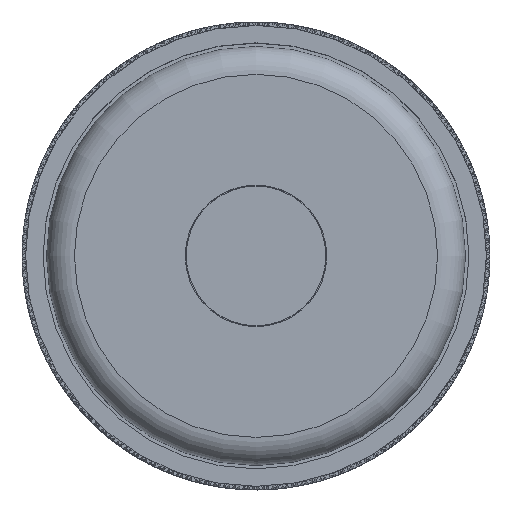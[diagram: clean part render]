
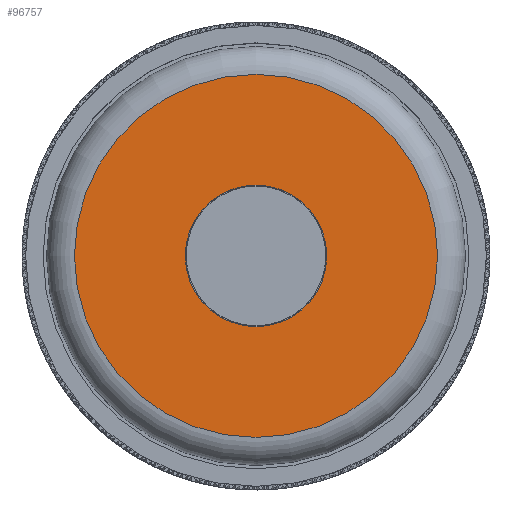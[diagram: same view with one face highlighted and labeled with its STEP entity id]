
A CAD part, top view. The second image highlights one B-rep face of the part: STEP entity #96757.
In plain terms, the highlighted face is planar.
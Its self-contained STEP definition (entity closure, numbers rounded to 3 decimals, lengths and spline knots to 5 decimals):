
#3797=FACE_BOUND('',#19190,.T.);
#8312=PLANE('',#107523);
#13744=FACE_OUTER_BOUND('',#19189,.T.);
#19189=EDGE_LOOP('',(#90400));
#19190=EDGE_LOOP('',(#90401));
#38909=CIRCLE('',#107520,0.39);
#38911=CIRCLE('',#107524,0.152);
#47945=VERTEX_POINT('',#166313);
#47947=VERTEX_POINT('',#166321);
#62096=EDGE_CURVE('',#47945,#47945,#38909,.T.);
#62099=EDGE_CURVE('',#47947,#47947,#38911,.T.);
#90400=ORIENTED_EDGE('',*,*,#62096,.F.);
#90401=ORIENTED_EDGE('',*,*,#62099,.F.);
#96757=ADVANCED_FACE('',(#13744,#3797),#8312,.F.);
#107520=AXIS2_PLACEMENT_3D('',#166315,#137676,#137677);
#107523=AXIS2_PLACEMENT_3D('',#166320,#137683,#137684);
#107524=AXIS2_PLACEMENT_3D('',#166322,#137685,#137686);
#137676=DIRECTION('center_axis',(0.,0.,1.));
#137677=DIRECTION('ref_axis',(-1.,0.,0.));
#137683=DIRECTION('center_axis',(0.,0.,1.));
#137684=DIRECTION('ref_axis',(1.,0.,0.));
#137685=DIRECTION('center_axis',(0.,0.,-1.));
#137686=DIRECTION('ref_axis',(-1.,0.,0.));
#166313=CARTESIAN_POINT('',(-0.39,0.,0.));
#166315=CARTESIAN_POINT('Origin',(0.,0.,0.));
#166320=CARTESIAN_POINT('Origin',(0.,0.,0.));
#166321=CARTESIAN_POINT('',(0.152,0.,0.));
#166322=CARTESIAN_POINT('Origin',(0.,0.,0.));
